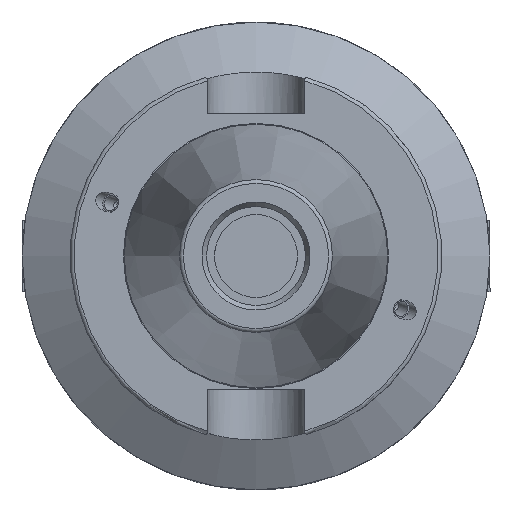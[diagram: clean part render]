
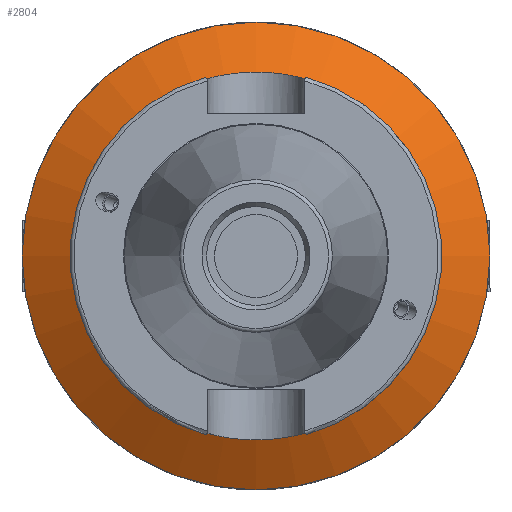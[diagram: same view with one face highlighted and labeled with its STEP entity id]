
A CAD part, left-side view. The second image highlights one B-rep face of the part: STEP entity #2804.
In plain terms, the highlighted conical face has half-angle 60 degrees and reference radius 55.344 mm.
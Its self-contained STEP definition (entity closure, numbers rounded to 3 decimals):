
#602=CONICAL_SURFACE('',#3130,55.344,1.047);
#652=CIRCLE('',#3099,61.975);
#661=CIRCLE('',#3116,48.713);
#809=FACE_OUTER_BOUND('',#955,.T.);
#955=EDGE_LOOP('',(#2109,#2110,#2111,#2112));
#1136=LINE('',#4504,#1295);
#1295=VECTOR('',#3553,55.344);
#1433=VERTEX_POINT('',#4306);
#1449=VERTEX_POINT('',#4370);
#1674=EDGE_CURVE('',#1433,#1433,#652,.T.);
#1696=EDGE_CURVE('',#1449,#1449,#661,.T.);
#1721=EDGE_CURVE('',#1433,#1449,#1136,.T.);
#2109=ORIENTED_EDGE('',*,*,#1674,.F.);
#2110=ORIENTED_EDGE('',*,*,#1721,.T.);
#2111=ORIENTED_EDGE('',*,*,#1696,.T.);
#2112=ORIENTED_EDGE('',*,*,#1721,.F.);
#2804=ADVANCED_FACE('',(#809),#602,.T.);
#3099=AXIS2_PLACEMENT_3D('',#4308,#3467,#3468);
#3116=AXIS2_PLACEMENT_3D('',#4371,#3513,#3514);
#3130=AXIS2_PLACEMENT_3D('',#4503,#3551,#3552);
#3467=DIRECTION('center_axis',(1.,0.,0.));
#3468=DIRECTION('ref_axis',(0.,0.,-1.));
#3513=DIRECTION('center_axis',(1.,0.,0.));
#3514=DIRECTION('ref_axis',(0.,0.,-1.));
#3551=DIRECTION('center_axis',(1.,0.,0.));
#3552=DIRECTION('ref_axis',(0.,1.,0.));
#3553=DIRECTION('',(-0.5,0.866,0.));
#4306=CARTESIAN_POINT('',(67.657,-61.975,0.));
#4308=CARTESIAN_POINT('Origin',(67.657,0.,0.));
#4370=CARTESIAN_POINT('',(60.,-48.713,0.));
#4371=CARTESIAN_POINT('Origin',(60.,0.,0.));
#4503=CARTESIAN_POINT('Origin',(63.829,0.,0.));
#4504=CARTESIAN_POINT('',(63.829,-55.344,0.));
